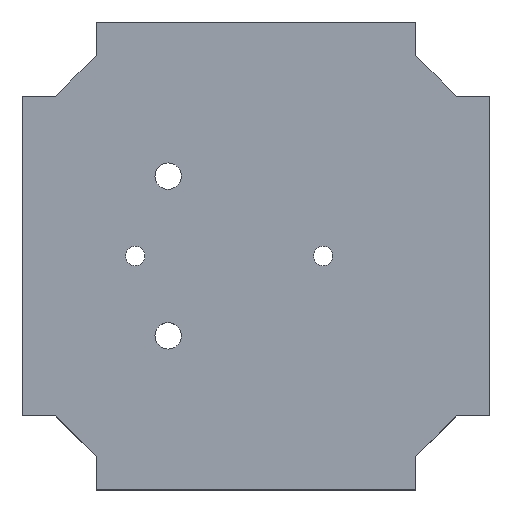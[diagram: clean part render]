
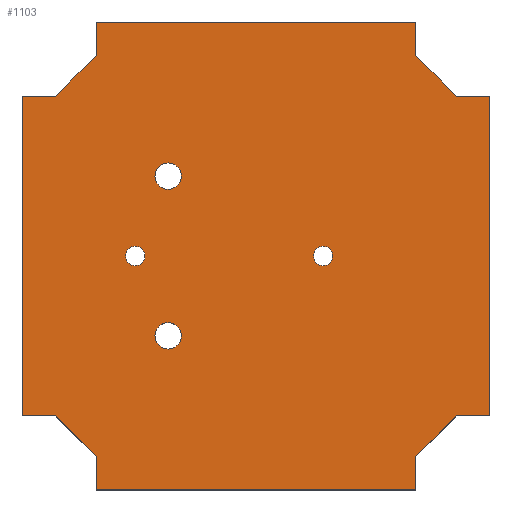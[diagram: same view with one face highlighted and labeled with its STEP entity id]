
A CAD part, top view. The second image highlights one B-rep face of the part: STEP entity #1103.
In plain terms, the highlighted planar face has unit normal (0, 0, 1).
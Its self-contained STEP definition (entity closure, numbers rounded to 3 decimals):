
#22=FACE_BOUND('',#177,.T.);
#23=FACE_BOUND('',#178,.T.);
#24=FACE_BOUND('',#179,.T.);
#25=FACE_BOUND('',#180,.T.);
#69=PLANE('',#1181);
#119=FACE_OUTER_BOUND('',#176,.T.);
#176=EDGE_LOOP('',(#1024,#1025,#1026,#1027,#1028,#1029,#1030,#1031,#1032,
#1033,#1034,#1035,#1036,#1037,#1038,#1039));
#177=EDGE_LOOP('',(#1040));
#178=EDGE_LOOP('',(#1041));
#179=EDGE_LOOP('',(#1042));
#180=EDGE_LOOP('',(#1043));
#295=LINE('',#1689,#442);
#299=LINE('',#1697,#446);
#302=LINE('',#1702,#449);
#304=LINE('',#1707,#451);
#307=LINE('',#1712,#454);
#309=LINE('',#1716,#456);
#311=LINE('',#1721,#458);
#314=LINE('',#1726,#461);
#316=LINE('',#1730,#463);
#318=LINE('',#1735,#465);
#321=LINE('',#1740,#468);
#323=LINE('',#1744,#470);
#325=LINE('',#1747,#472);
#327=LINE('',#1750,#474);
#328=LINE('',#1752,#475);
#329=LINE('',#1754,#476);
#442=VECTOR('',#1380,10.);
#446=VECTOR('',#1386,10.);
#449=VECTOR('',#1391,10.);
#451=VECTOR('',#1395,10.);
#454=VECTOR('',#1400,10.);
#456=VECTOR('',#1404,10.);
#458=VECTOR('',#1408,10.);
#461=VECTOR('',#1413,10.);
#463=VECTOR('',#1417,10.);
#465=VECTOR('',#1421,10.);
#468=VECTOR('',#1426,10.);
#470=VECTOR('',#1430,10.);
#472=VECTOR('',#1434,10.);
#474=VECTOR('',#1438,10.);
#475=VECTOR('',#1441,10.);
#476=VECTOR('',#1444,10.);
#477=CIRCLE('',#1127,1.025);
#479=CIRCLE('',#1130,1.4);
#481=CIRCLE('',#1133,1.025);
#483=CIRCLE('',#1136,1.4);
#485=VERTEX_POINT('',#1451);
#487=VERTEX_POINT('',#1457);
#489=VERTEX_POINT('',#1463);
#491=VERTEX_POINT('',#1469);
#569=VERTEX_POINT('',#1687);
#570=VERTEX_POINT('',#1688);
#573=VERTEX_POINT('',#1696);
#574=VERTEX_POINT('',#1701);
#575=VERTEX_POINT('',#1705);
#576=VERTEX_POINT('',#1706);
#577=VERTEX_POINT('',#1711);
#578=VERTEX_POINT('',#1715);
#579=VERTEX_POINT('',#1719);
#580=VERTEX_POINT('',#1720);
#581=VERTEX_POINT('',#1725);
#582=VERTEX_POINT('',#1729);
#583=VERTEX_POINT('',#1733);
#584=VERTEX_POINT('',#1734);
#585=VERTEX_POINT('',#1739);
#586=VERTEX_POINT('',#1743);
#587=EDGE_CURVE('',#485,#485,#477,.T.);
#590=EDGE_CURVE('',#487,#487,#479,.T.);
#593=EDGE_CURVE('',#489,#489,#481,.T.);
#596=EDGE_CURVE('',#491,#491,#483,.T.);
#707=EDGE_CURVE('',#569,#570,#295,.T.);
#711=EDGE_CURVE('',#573,#569,#299,.T.);
#714=EDGE_CURVE('',#574,#573,#302,.T.);
#716=EDGE_CURVE('',#575,#576,#304,.T.);
#719=EDGE_CURVE('',#576,#577,#307,.T.);
#721=EDGE_CURVE('',#578,#575,#309,.T.);
#723=EDGE_CURVE('',#579,#580,#311,.T.);
#726=EDGE_CURVE('',#581,#579,#314,.T.);
#728=EDGE_CURVE('',#582,#581,#316,.T.);
#730=EDGE_CURVE('',#583,#584,#318,.T.);
#733=EDGE_CURVE('',#584,#585,#321,.T.);
#735=EDGE_CURVE('',#586,#583,#323,.T.);
#737=EDGE_CURVE('',#570,#582,#325,.T.);
#739=EDGE_CURVE('',#580,#586,#327,.T.);
#740=EDGE_CURVE('',#585,#578,#328,.T.);
#741=EDGE_CURVE('',#577,#574,#329,.T.);
#1024=ORIENTED_EDGE('',*,*,#741,.T.);
#1025=ORIENTED_EDGE('',*,*,#714,.T.);
#1026=ORIENTED_EDGE('',*,*,#711,.T.);
#1027=ORIENTED_EDGE('',*,*,#707,.T.);
#1028=ORIENTED_EDGE('',*,*,#737,.T.);
#1029=ORIENTED_EDGE('',*,*,#728,.T.);
#1030=ORIENTED_EDGE('',*,*,#726,.T.);
#1031=ORIENTED_EDGE('',*,*,#723,.T.);
#1032=ORIENTED_EDGE('',*,*,#739,.T.);
#1033=ORIENTED_EDGE('',*,*,#735,.T.);
#1034=ORIENTED_EDGE('',*,*,#730,.T.);
#1035=ORIENTED_EDGE('',*,*,#733,.T.);
#1036=ORIENTED_EDGE('',*,*,#740,.T.);
#1037=ORIENTED_EDGE('',*,*,#721,.T.);
#1038=ORIENTED_EDGE('',*,*,#716,.T.);
#1039=ORIENTED_EDGE('',*,*,#719,.T.);
#1040=ORIENTED_EDGE('',*,*,#587,.T.);
#1041=ORIENTED_EDGE('',*,*,#590,.T.);
#1042=ORIENTED_EDGE('',*,*,#593,.T.);
#1043=ORIENTED_EDGE('',*,*,#596,.T.);
#1103=ADVANCED_FACE('',(#119,#22,#23,#24,#25),#69,.F.);
#1127=AXIS2_PLACEMENT_3D('',#1452,#1188,#1189);
#1130=AXIS2_PLACEMENT_3D('',#1458,#1195,#1196);
#1133=AXIS2_PLACEMENT_3D('',#1464,#1202,#1203);
#1136=AXIS2_PLACEMENT_3D('',#1470,#1209,#1210);
#1181=AXIS2_PLACEMENT_3D('',#1753,#1442,#1443);
#1188=DIRECTION('center_axis',(0.,0.,
-1.));
#1189=DIRECTION('ref_axis',(1.,0.,0.));
#1195=DIRECTION('center_axis',(0.,0.,
-1.));
#1196=DIRECTION('ref_axis',(1.,0.,0.));
#1202=DIRECTION('center_axis',(0.,0.,
-1.));
#1203=DIRECTION('ref_axis',(1.,0.,0.));
#1209=DIRECTION('center_axis',(0.,0.,
-1.));
#1210=DIRECTION('ref_axis',(1.,0.,0.));
#1380=DIRECTION('',(1.,0.,0.));
#1386=DIRECTION('',(0.707,0.707,0.));
#1391=DIRECTION('',(0.,1.,0.));
#1395=DIRECTION('',(0.707,-0.707,0.));
#1400=DIRECTION('',(0.,-1.,0.));
#1404=DIRECTION('',(1.,0.,0.));
#1408=DIRECTION('',(0.,1.,0.));
#1413=DIRECTION('',(-0.707,0.707,0.));
#1417=DIRECTION('',(-1.,0.,0.));
#1421=DIRECTION('',(-0.707,-0.707,0.));
#1426=DIRECTION('',(-1.,0.,0.));
#1430=DIRECTION('',(0.,-1.,0.));
#1434=DIRECTION('',(0.,1.,0.));
#1438=DIRECTION('',(-1.,0.,0.));
#1441=DIRECTION('',(0.,-1.,0.));
#1442=DIRECTION('center_axis',(0.,0.,
-1.));
#1443=DIRECTION('ref_axis',(-1.,0.,0.));
#1444=DIRECTION('',(1.,0.,0.));
#1451=CARTESIAN_POINT('',(-29.305,20.93,22.));
#1452=CARTESIAN_POINT('Origin',(-28.28,20.93,22.));
#1457=CARTESIAN_POINT('',(-46.18,29.43,22.));
#1458=CARTESIAN_POINT('Origin',(-44.78,29.43,22.));
#1463=CARTESIAN_POINT('',(-49.305,20.93,22.));
#1464=CARTESIAN_POINT('Origin',(-48.28,20.93,22.));
#1469=CARTESIAN_POINT('',(-46.18,12.43,22.));
#1470=CARTESIAN_POINT('Origin',(-44.78,12.43,22.));
#1687=CARTESIAN_POINT('',(-14.105,3.93,22.));
#1688=CARTESIAN_POINT('',(-10.53,3.93,22.));
#1689=CARTESIAN_POINT('',(-24.767,3.93,22.));
#1696=CARTESIAN_POINT('',(-18.43,-0.395,22.));
#1697=CARTESIAN_POINT('',(-17.349,0.686,22.));
#1701=CARTESIAN_POINT('',(-18.43,-3.97,22.));
#1702=CARTESIAN_POINT('',(-18.43,8.48,22.));
#1705=CARTESIAN_POINT('',(-56.755,3.93,22.));
#1706=CARTESIAN_POINT('',(-52.389,-0.437,22.));
#1707=CARTESIAN_POINT('',(-55.674,2.849,22.));
#1711=CARTESIAN_POINT('',(-52.389,-3.97,22.));
#1712=CARTESIAN_POINT('',(-52.389,10.247,22.));
#1715=CARTESIAN_POINT('',(-60.33,3.93,22.));
#1716=CARTESIAN_POINT('',(-47.88,3.93,22.));
#1719=CARTESIAN_POINT('',(-18.43,42.255,22.));
#1720=CARTESIAN_POINT('',(-18.43,45.83,22.));
#1721=CARTESIAN_POINT('',(-18.43,31.593,22.));
#1725=CARTESIAN_POINT('',(-14.105,37.93,22.));
#1726=CARTESIAN_POINT('',(-15.186,39.011,22.));
#1729=CARTESIAN_POINT('',(-10.53,37.93,22.));
#1730=CARTESIAN_POINT('',(-22.98,37.93,22.));
#1733=CARTESIAN_POINT('',(-52.43,42.255,22.));
#1734=CARTESIAN_POINT('',(-56.755,37.93,22.));
#1735=CARTESIAN_POINT('',(-53.511,41.174,22.));
#1739=CARTESIAN_POINT('',(-60.33,37.93,22.));
#1740=CARTESIAN_POINT('',(-46.093,37.93,22.));
#1743=CARTESIAN_POINT('',(-52.43,45.83,22.));
#1744=CARTESIAN_POINT('',(-52.43,33.38,22.));
#1747=CARTESIAN_POINT('',(-10.53,29.33,22.));
#1750=CARTESIAN_POINT('',(-43.83,45.83,22.));
#1752=CARTESIAN_POINT('',(-60.33,12.53,22.));
#1753=CARTESIAN_POINT('Origin',(-58.501,20.93,22.));
#1754=CARTESIAN_POINT('',(-27.03,-3.97,22.));
